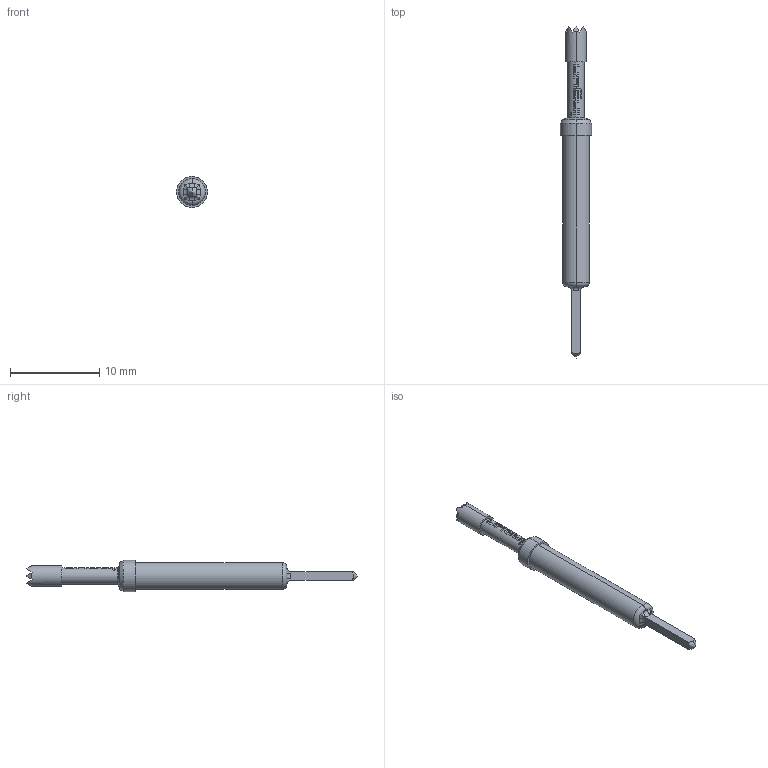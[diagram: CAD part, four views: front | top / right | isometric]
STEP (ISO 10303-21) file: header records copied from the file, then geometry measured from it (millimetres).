
FILE_DESCRIPTION (( 'STEP AP203' ), '1' );
FILE_NAME ('INGUN_GKS-103_206_230_A_xx02_W.STEP', '2021-12-14T13:59:25', ( 'ochi' ), ( '' ), 'SwSTEP 2.0', 'SolidWorks 2018', '' );
FILE_SCHEMA (( 'CONFIG_CONTROL_DESIGN' ));
Length unit declared in the file: millimetre
Products named in the file (1): INGUN_GKS-103_206_230_A_xx02_W
Bounding box: 3.5 x 37.3 x 3.5 mm (x, y, z)
Volume: 175.9 mm3; surface area: 293.3 mm2
Topology: 1 solids, 1 shells, 155 faces, 408 edges, 256 vertices
Faces by surface type: plane 65, bspline 51, cylinder 31, cone 6, torus 2
Entity records: 6200 total; most frequent: CARTESIAN_POINT 3044, ORIENTED_EDGE 812, EDGE_CURVE 406, DIRECTION 374, VERTEX_POINT 256, B_SPLINE_CURVE_WITH_KNOTS 248, EDGE_LOOP 158, FACE_OUTER_BOUND 155
